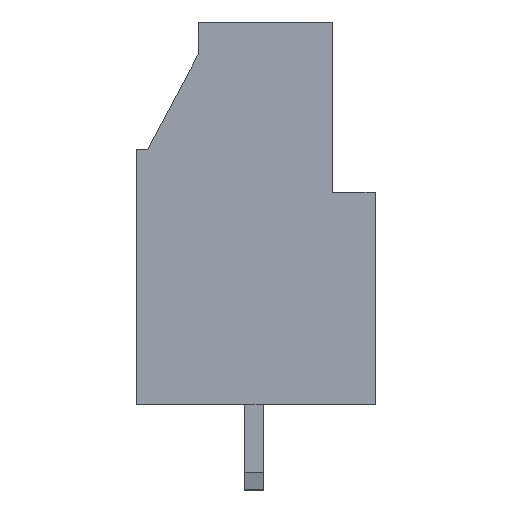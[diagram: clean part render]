
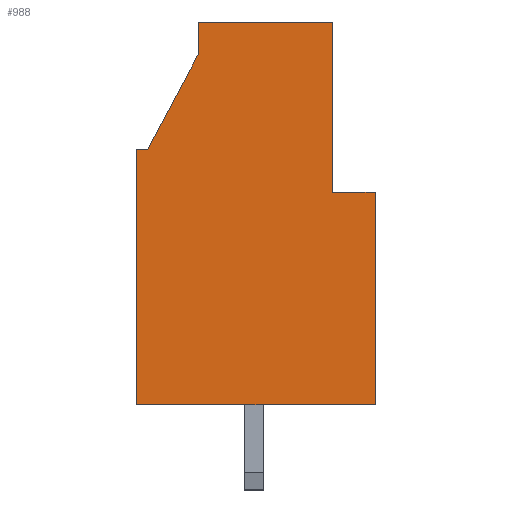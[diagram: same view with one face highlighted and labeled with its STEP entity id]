
A CAD part, front view. The second image highlights one B-rep face of the part: STEP entity #988.
In plain terms, the highlighted planar face has unit normal (0, -1, 0).
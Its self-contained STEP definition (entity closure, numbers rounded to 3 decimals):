
#988 = ADVANCED_FACE( '', ( #2088 ), #2089, .F. );
#2088 = FACE_OUTER_BOUND( '', #3321, .T. );
#2089 = PLANE( '', #3322 );
#3321 = EDGE_LOOP( '', ( #6044, #6045, #6046, #6047, #6048, #6049, #6050, #6051, #6052 ) );
#3322 = AXIS2_PLACEMENT_3D( '', #6053, #6054, #6055 );
#6044 = ORIENTED_EDGE( '', *, *, #8418, .F. );
#6045 = ORIENTED_EDGE( '', *, *, #8419, .F. );
#6046 = ORIENTED_EDGE( '', *, *, #8420, .F. );
#6047 = ORIENTED_EDGE( '', *, *, #7367, .F. );
#6048 = ORIENTED_EDGE( '', *, *, #8421, .F. );
#6049 = ORIENTED_EDGE( '', *, *, #7403, .T. );
#6050 = ORIENTED_EDGE( '', *, *, #8422, .F. );
#6051 = ORIENTED_EDGE( '', *, *, #8423, .T. );
#6052 = ORIENTED_EDGE( '', *, *, #8261, .F. );
#6053 = CARTESIAN_POINT( '', ( 12.134, -2.5, 19.8 ) );
#6054 = DIRECTION( '', ( 0., 1., 0. ) );
#6055 = DIRECTION( '', ( 1., 0., 0. ) );
#7367 = EDGE_CURVE( '', #8793, #8795, #8796, .T. );
#7403 = EDGE_CURVE( '', #8858, #8856, #8859, .T. );
#8261 = EDGE_CURVE( '', #10203, #10205, #10206, .T. );
#8418 = EDGE_CURVE( '', #10405, #10203, #10406, .T. );
#8419 = EDGE_CURVE( '', #10407, #10405, #10408, .T. );
#8420 = EDGE_CURVE( '', #8795, #10407, #10409, .T. );
#8421 = EDGE_CURVE( '', #8858, #8793, #10410, .T. );
#8422 = EDGE_CURVE( '', #10411, #8856, #10412, .T. );
#8423 = EDGE_CURVE( '', #10411, #10205, #10413, .T. );
#8793 = VERTEX_POINT( '', #10861 );
#8795 = VERTEX_POINT( '', #10864 );
#8796 = LINE( '', #10865, #10866 );
#8856 = VERTEX_POINT( '', #10954 );
#8858 = VERTEX_POINT( '', #10957 );
#8859 = LINE( '', #10958, #10959 );
#10203 = VERTEX_POINT( '', #12919 );
#10205 = VERTEX_POINT( '', #12922 );
#10206 = LINE( '', #12923, #12924 );
#10405 = VERTEX_POINT( '', #13234 );
#10406 = LINE( '', #13235, #13236 );
#10407 = VERTEX_POINT( '', #13237 );
#10408 = LINE( '', #13238, #13239 );
#10409 = LINE( '', #13240, #13241 );
#10410 = LINE( '', #13242, #13243 );
#10411 = VERTEX_POINT( '', #13244 );
#10412 = LINE( '', #13245, #13246 );
#10413 = LINE( '', #13247, #13248 );
#10861 = CARTESIAN_POINT( '', ( 0.5, -2.5, 12. ) );
#10864 = CARTESIAN_POINT( '', ( 2.9, -2.5, 16.5 ) );
#10865 = CARTESIAN_POINT( '', ( -6.433, -2.5, -1. ) );
#10866 = VECTOR( '', #13720, 1000. );
#10954 = CARTESIAN_POINT( '', ( 0., -2.5, 0. ) );
#10957 = CARTESIAN_POINT( '', ( 0., -2.5, 12. ) );
#10958 = CARTESIAN_POINT( '', ( 0., -2.5, -1. ) );
#10959 = VECTOR( '', #13750, 1000. );
#12919 = CARTESIAN_POINT( '', ( 9.2, -2.5, 10. ) );
#12922 = CARTESIAN_POINT( '', ( 11.2, -2.5, 10. ) );
#12923 = CARTESIAN_POINT( '', ( 9.038, -2.5, 10. ) );
#12924 = VECTOR( '', #14506, 1000. );
#13234 = CARTESIAN_POINT( '', ( 9.2, -2.5, 18. ) );
#13235 = CARTESIAN_POINT( '', ( 9.2, -2.5, 18. ) );
#13236 = VECTOR( '', #14621, 1000. );
#13237 = CARTESIAN_POINT( '', ( 2.9, -2.5, 18. ) );
#13238 = CARTESIAN_POINT( '', ( 5.35, -2.5, 18. ) );
#13239 = VECTOR( '', #14622, 1000. );
#13240 = CARTESIAN_POINT( '', ( 2.9, -2.5, -1. ) );
#13241 = VECTOR( '', #14623, 1000. );
#13242 = CARTESIAN_POINT( '', ( 5.35, -2.5, 12. ) );
#13243 = VECTOR( '', #14624, 1000. );
#13244 = CARTESIAN_POINT( '', ( 11.2, -2.5, 0. ) );
#13245 = CARTESIAN_POINT( '', ( 5.35, -2.5, 0. ) );
#13246 = VECTOR( '', #14625, 1000. );
#13247 = CARTESIAN_POINT( '', ( 11.2, -2.5, -1. ) );
#13248 = VECTOR( '', #14626, 1000. );
#13720 = DIRECTION( '', ( 0.471, 0., 0.882 ) );
#13750 = DIRECTION( '', ( 0., 0., -1. ) );
#14506 = DIRECTION( '', ( 1., 0., 0. ) );
#14621 = DIRECTION( '', ( 0., 0., -1. ) );
#14622 = DIRECTION( '', ( 1., 0., 0. ) );
#14623 = DIRECTION( '', ( 0., 0., 1. ) );
#14624 = DIRECTION( '', ( 1., 0., 0. ) );
#14625 = DIRECTION( '', ( -1., 0., 0. ) );
#14626 = DIRECTION( '', ( 0., 0., 1. ) );
